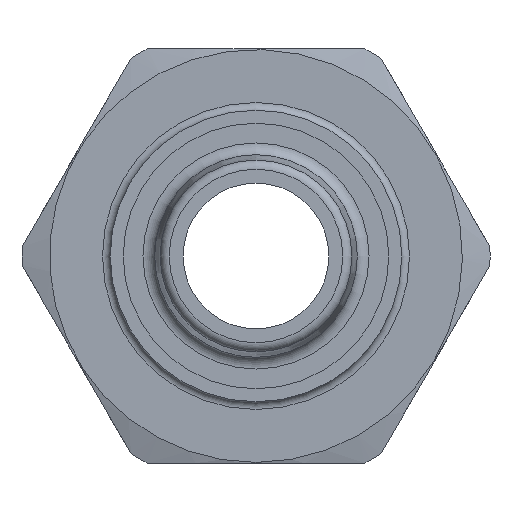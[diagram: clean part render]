
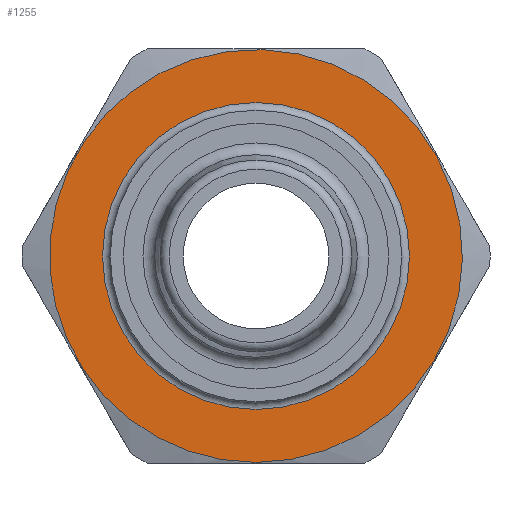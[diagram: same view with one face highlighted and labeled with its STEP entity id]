
A CAD part, front view. The second image highlights one B-rep face of the part: STEP entity #1255.
In plain terms, the highlighted planar face has unit normal (0, -1, 0).
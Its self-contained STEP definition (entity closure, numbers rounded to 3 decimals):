
#86=PLANE('',#1333);
#109=ORIENTED_EDGE('',*,*,#289,.T.);
#110=ORIENTED_EDGE('',*,*,#290,.T.);
#289=EDGE_CURVE('',#379,#379,#457,.T.);
#290=EDGE_CURVE('',#380,#380,#458,.T.);
#379=VERTEX_POINT('',#1755);
#380=VERTEX_POINT('',#1757);
#457=CIRCLE('',#1334,10.);
#458=CIRCLE('',#1335,13.45);
#523=EDGE_LOOP('',(#109));
#524=EDGE_LOOP('',(#110));
#645=FACE_BOUND('',#523,.T.);
#646=FACE_BOUND('',#524,.T.);
#1255=ADVANCED_FACE('',(#645,#646),#86,.F.);
#1333=AXIS2_PLACEMENT_3D('',#1753,#1477,#1478);
#1334=AXIS2_PLACEMENT_3D('',#1754,#1479,#1480);
#1335=AXIS2_PLACEMENT_3D('',#1756,#1481,#1482);
#1477=DIRECTION('',(0.,1.,0.));
#1478=DIRECTION('',(0.,0.,1.));
#1479=DIRECTION('',(0.,1.,0.));
#1480=DIRECTION('',(0.,0.,1.));
#1481=DIRECTION('',(0.,-1.,0.));
#1482=DIRECTION('',(0.,0.,-1.));
#1753=CARTESIAN_POINT('',(0.,-25.5,9.5));
#1754=CARTESIAN_POINT('',(0.,-25.5,0.));
#1755=CARTESIAN_POINT('',(0.,-25.5,10.));
#1756=CARTESIAN_POINT('',(0.,-25.5,0.));
#1757=CARTESIAN_POINT('',(0.,-25.5,-13.45));
